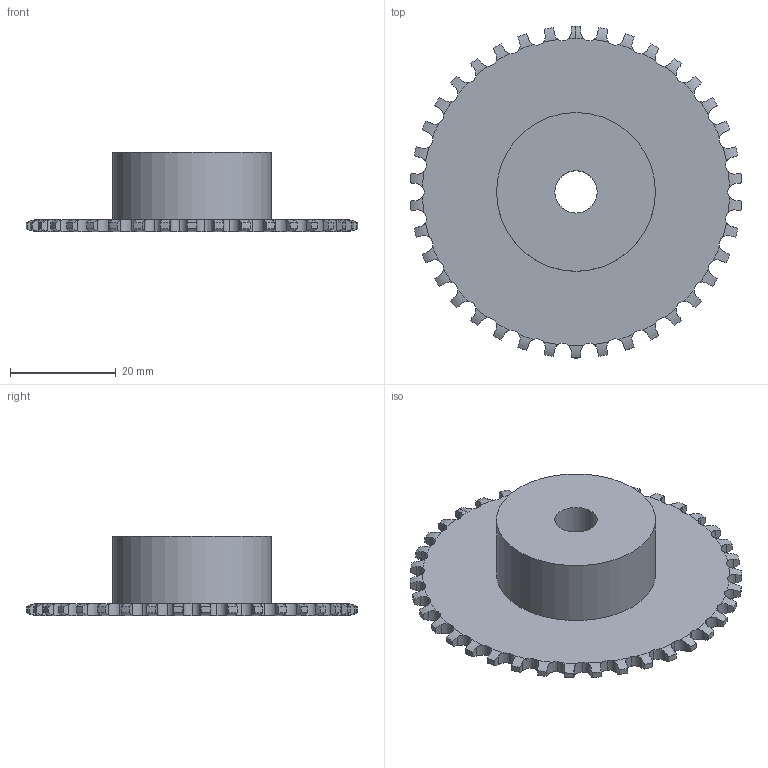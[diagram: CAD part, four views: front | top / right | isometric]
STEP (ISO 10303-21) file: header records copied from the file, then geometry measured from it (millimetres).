
FILE_DESCRIPTION(('FreeCAD Model'),'2;1');
FILE_NAME('Open CASCADE Shape Model','2021-02-24T19:03:58',('Author'),( ''),'Open CASCADE STEP processor 7.4','FreeCAD','Unknown');
FILE_SCHEMA(('AUTOMOTIVE_DESIGN { 1 0 10303 214 1 1 1 1 }'));
Length unit declared in the file: millimetre
Products named in the file (1): Hole
Bounding box: 62.6 x 62.7 x 15 mm (x, y, z)
Volume: 14600.7 mm3; surface area: 7708.7 mm2
Topology: 1 solids, 1 shells, 273 faces, 886 edges, 616 vertices
Faces by surface type: cylinder 192, revolution 78, plane 3
Full cylindrical faces by diameter (mm): 8 x1, 30 x1
Entity records: 32371 total; most frequent: CARTESIAN_POINT 16412, DIRECTION 2607, ORIENTED_EDGE 1772, PCURVE 1772, DEFINITIONAL_REPRESENTATION 1772, LINE 1046, VECTOR 1046, B_SPLINE_CURVE_WITH_KNOTS 912
